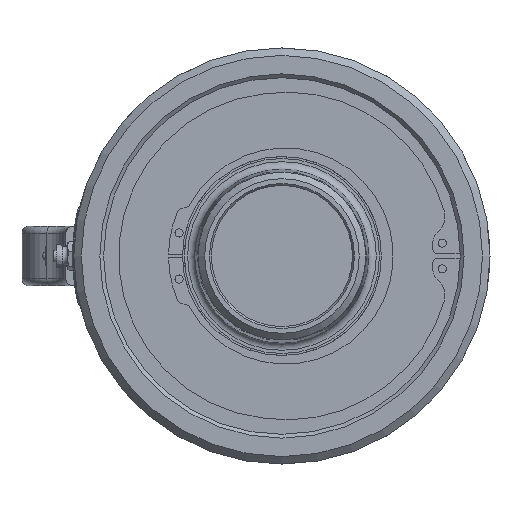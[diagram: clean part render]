
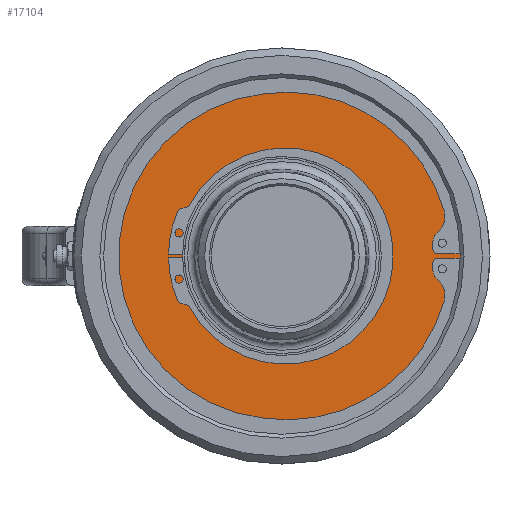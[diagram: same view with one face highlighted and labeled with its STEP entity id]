
A CAD part, left-side view. The second image highlights one B-rep face of the part: STEP entity #17104.
In plain terms, the highlighted planar face has unit normal (-1, 0, 0).
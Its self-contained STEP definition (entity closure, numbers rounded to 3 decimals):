
#744=FACE_BOUND('',#2338,.T.);
#861=PLANE('',#18212);
#1309=FACE_OUTER_BOUND('',#2337,.T.);
#2337=EDGE_LOOP('',(#11554,#11555,#11556,#11557,#11558,#11559,#11560,#11561,
#11562,#11563,#11564,#11565,#11566,#11567,#11568));
#2338=EDGE_LOOP('',(#11569,#11570));
#4215=CIRCLE('',#18135,79.63);
#4216=CIRCLE('',#18136,79.63);
#4255=CIRCLE('',#18213,2.);
#4256=CIRCLE('',#18214,5.);
#4257=CIRCLE('',#18215,9.);
#4258=CIRCLE('',#18216,70.);
#4259=CIRCLE('',#18217,69.755);
#4260=CIRCLE('',#18218,70.);
#4261=CIRCLE('',#18219,9.);
#4262=CIRCLE('',#18220,5.);
#4263=CIRCLE('',#18221,2.);
#4264=CIRCLE('',#18222,40.3);
#4265=CIRCLE('',#18223,40.3);
#4807=LINE('',#24251,#5855);
#4808=LINE('',#24255,#5856);
#4809=LINE('',#24271,#5857);
#4810=LINE('',#24274,#5858);
#5855=VECTOR('',#19691,10.);
#5856=VECTOR('',#19694,10.);
#5857=VECTOR('',#19709,10.);
#5858=VECTOR('',#19712,10.);
#6898=VERTEX_POINT('',#23352);
#6899=VERTEX_POINT('',#23354);
#6900=VERTEX_POINT('',#23357);
#6967=VERTEX_POINT('',#24250);
#6968=VERTEX_POINT('',#24252);
#6969=VERTEX_POINT('',#24254);
#6970=VERTEX_POINT('',#24256);
#6971=VERTEX_POINT('',#24258);
#6972=VERTEX_POINT('',#24260);
#6973=VERTEX_POINT('',#24262);
#6974=VERTEX_POINT('',#24264);
#6975=VERTEX_POINT('',#24266);
#6976=VERTEX_POINT('',#24268);
#6977=VERTEX_POINT('',#24270);
#6978=VERTEX_POINT('',#24272);
#6979=VERTEX_POINT('',#24275);
#6980=VERTEX_POINT('',#24276);
#8667=EDGE_CURVE('',#6899,#6898,#4215,.T.);
#8669=EDGE_CURVE('',#6900,#6899,#4216,.T.);
#8776=EDGE_CURVE('',#6898,#6967,#4807,.T.);
#8777=EDGE_CURVE('',#6967,#6968,#4255,.T.);
#8778=EDGE_CURVE('',#6968,#6969,#4808,.T.);
#8779=EDGE_CURVE('',#6969,#6970,#4256,.T.);
#8780=EDGE_CURVE('',#6970,#6971,#4257,.T.);
#8781=EDGE_CURVE('',#6971,#6972,#4258,.T.);
#8782=EDGE_CURVE('',#6972,#6973,#4259,.T.);
#8783=EDGE_CURVE('',#6973,#6974,#4260,.T.);
#8784=EDGE_CURVE('',#6974,#6975,#4261,.T.);
#8785=EDGE_CURVE('',#6975,#6976,#4262,.T.);
#8786=EDGE_CURVE('',#6976,#6977,#4809,.T.);
#8787=EDGE_CURVE('',#6977,#6978,#4263,.T.);
#8788=EDGE_CURVE('',#6978,#6900,#4810,.T.);
#8789=EDGE_CURVE('',#6979,#6980,#4264,.T.);
#8790=EDGE_CURVE('',#6980,#6979,#4265,.T.);
#11554=ORIENTED_EDGE('',*,*,#8776,.T.);
#11555=ORIENTED_EDGE('',*,*,#8777,.T.);
#11556=ORIENTED_EDGE('',*,*,#8778,.T.);
#11557=ORIENTED_EDGE('',*,*,#8779,.T.);
#11558=ORIENTED_EDGE('',*,*,#8780,.T.);
#11559=ORIENTED_EDGE('',*,*,#8781,.T.);
#11560=ORIENTED_EDGE('',*,*,#8782,.T.);
#11561=ORIENTED_EDGE('',*,*,#8783,.T.);
#11562=ORIENTED_EDGE('',*,*,#8784,.T.);
#11563=ORIENTED_EDGE('',*,*,#8785,.T.);
#11564=ORIENTED_EDGE('',*,*,#8786,.T.);
#11565=ORIENTED_EDGE('',*,*,#8787,.T.);
#11566=ORIENTED_EDGE('',*,*,#8788,.T.);
#11567=ORIENTED_EDGE('',*,*,#8669,.T.);
#11568=ORIENTED_EDGE('',*,*,#8667,.T.);
#11569=ORIENTED_EDGE('',*,*,#8789,.T.);
#11570=ORIENTED_EDGE('',*,*,#8790,.T.);
#17104=ADVANCED_FACE('',(#1309,#744),#861,.F.);
#18135=AXIS2_PLACEMENT_3D('',#23355,#19505,#19506);
#18136=AXIS2_PLACEMENT_3D('',#23358,#19508,#19509);
#18212=AXIS2_PLACEMENT_3D('',#24249,#19689,#19690);
#18213=AXIS2_PLACEMENT_3D('',#24253,#19692,#19693);
#18214=AXIS2_PLACEMENT_3D('',#24257,#19695,#19696);
#18215=AXIS2_PLACEMENT_3D('',#24259,#19697,#19698);
#18216=AXIS2_PLACEMENT_3D('',#24261,#19699,#19700);
#18217=AXIS2_PLACEMENT_3D('',#24263,#19701,#19702);
#18218=AXIS2_PLACEMENT_3D('',#24265,#19703,#19704);
#18219=AXIS2_PLACEMENT_3D('',#24267,#19705,#19706);
#18220=AXIS2_PLACEMENT_3D('',#24269,#19707,#19708);
#18221=AXIS2_PLACEMENT_3D('',#24273,#19710,#19711);
#18222=AXIS2_PLACEMENT_3D('',#24277,#19713,#19714);
#18223=AXIS2_PLACEMENT_3D('',#24278,#19715,#19716);
#19505=DIRECTION('center_axis',(-1.,0.,0.));
#19506=DIRECTION('ref_axis',(0.,1.,0.));
#19508=DIRECTION('center_axis',(-1.,0.,0.));
#19509=DIRECTION('ref_axis',(0.,1.,0.));
#19689=DIRECTION('center_axis',(1.,0.,0.));
#19690=DIRECTION('ref_axis',(0.,0.,-1.));
#19691=DIRECTION('',(0.,1.,0.));
#19692=DIRECTION('center_axis',(1.,0.,0.));
#19693=DIRECTION('ref_axis',(0.,0.707,-0.707));
#19694=DIRECTION('',(0.,0.,1.));
#19695=DIRECTION('center_axis',(1.,0.,0.));
#19696=DIRECTION('ref_axis',(0.,0.633,0.774));
#19697=DIRECTION('center_axis',(-1.,0.,0.));
#19698=DIRECTION('ref_axis',(0.,0.633,0.774));
#19699=DIRECTION('center_axis',(-1.,0.,0.));
#19700=DIRECTION('ref_axis',(0.,-0.546,0.838));
#19701=DIRECTION('center_axis',(-1.,0.,0.));
#19702=DIRECTION('ref_axis',(0.,1.,0.));
#19703=DIRECTION('center_axis',(-1.,0.,0.));
#19704=DIRECTION('ref_axis',(0.,0.,-1.));
#19705=DIRECTION('center_axis',(-1.,0.,0.));
#19706=DIRECTION('ref_axis',(0.,0.633,-0.774));
#19707=DIRECTION('center_axis',(1.,0.,0.));
#19708=DIRECTION('ref_axis',(0.,0.633,-0.774));
#19709=DIRECTION('',(0.,0.,1.));
#19710=DIRECTION('center_axis',(1.,0.,0.));
#19711=DIRECTION('ref_axis',(0.,0.707,0.707));
#19712=DIRECTION('',(0.,-1.,0.));
#19713=DIRECTION('center_axis',(1.,0.,0.));
#19714=DIRECTION('ref_axis',(0.,1.,0.));
#19715=DIRECTION('center_axis',(1.,0.,0.));
#19716=DIRECTION('ref_axis',(0.,1.,0.));
#23352=CARTESIAN_POINT('',(10.43,-79.624,1.));
#23354=CARTESIAN_POINT('',(10.43,-79.63,0.));
#23355=CARTESIAN_POINT('Origin',(10.43,0.,0.));
#23357=CARTESIAN_POINT('',(10.43,-79.624,-1.));
#23358=CARTESIAN_POINT('Origin',(10.43,0.,0.));
#24249=CARTESIAN_POINT('Origin',(10.43,61.065,0.));
#24250=CARTESIAN_POINT('',(10.43,-66.5,1.));
#24251=CARTESIAN_POINT('',(10.43,-9.302,1.));
#24252=CARTESIAN_POINT('',(10.43,-64.5,3.));
#24253=CARTESIAN_POINT('Origin',(10.43,-66.5,3.));
#24254=CARTESIAN_POINT('',(10.43,-64.5,6.));
#24255=CARTESIAN_POINT('',(10.43,-64.5,3.));
#24256=CARTESIAN_POINT('',(10.43,-66.333,9.869));
#24257=CARTESIAN_POINT('Origin',(10.43,-69.5,6.));
#24258=CARTESIAN_POINT('',(10.43,-69.282,19.316));
#24259=CARTESIAN_POINT('Origin',(10.43,-60.632,16.833));
#24260=CARTESIAN_POINT('',(10.43,7.56,69.344));
#24261=CARTESIAN_POINT('Origin',(10.43,-2.,0.));
#24262=CARTESIAN_POINT('',(10.43,7.56,-69.344));
#24263=CARTESIAN_POINT('Origin',(10.43,0.,
0.));
#24264=CARTESIAN_POINT('',(10.43,-69.282,-19.316));
#24265=CARTESIAN_POINT('Origin',(10.43,-2.,0.));
#24266=CARTESIAN_POINT('',(10.43,-66.333,-9.869));
#24267=CARTESIAN_POINT('Origin',(10.43,-60.632,-16.833));
#24268=CARTESIAN_POINT('',(10.43,-64.5,-6.));
#24269=CARTESIAN_POINT('Origin',(10.43,-69.5,-6.));
#24270=CARTESIAN_POINT('',(10.43,-64.5,-3.));
#24271=CARTESIAN_POINT('',(10.43,-64.5,-3.));
#24272=CARTESIAN_POINT('',(10.43,-66.5,-1.));
#24273=CARTESIAN_POINT('Origin',(10.43,-66.5,-3.));
#24274=CARTESIAN_POINT('',(10.43,-4.341,-1.));
#24275=CARTESIAN_POINT('',(10.43,40.3,0.));
#24276=CARTESIAN_POINT('',(10.43,-40.3,0.));
#24277=CARTESIAN_POINT('Origin',(10.43,0.,
0.));
#24278=CARTESIAN_POINT('Origin',(10.43,0.,
0.));
